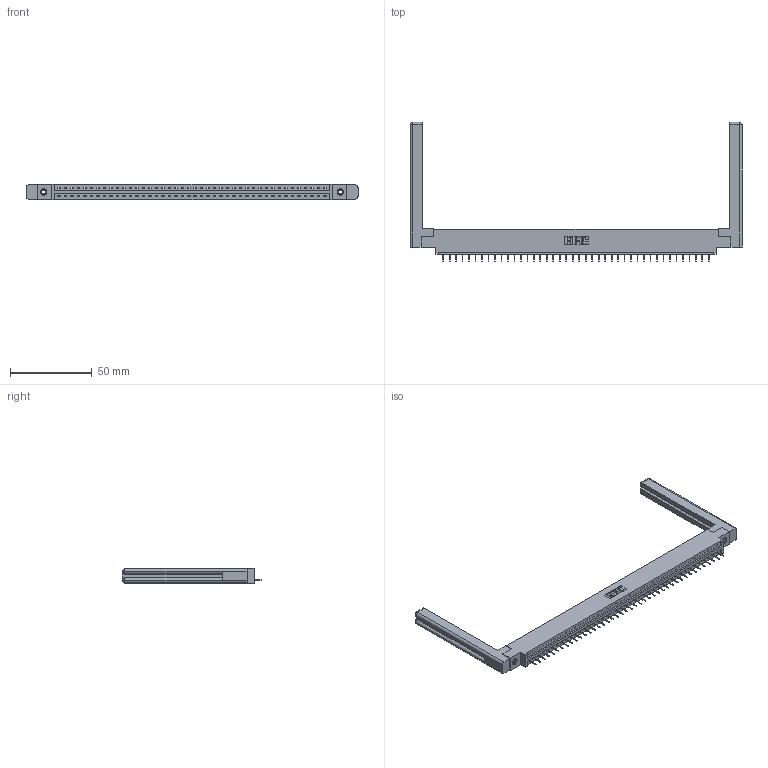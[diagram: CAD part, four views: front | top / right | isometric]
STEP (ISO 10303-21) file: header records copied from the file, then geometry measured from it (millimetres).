
FILE_DESCRIPTION (( 'STEP AP203' ), '1' );
FILE_NAME ('337-042-524-658.STEP', '2019-10-01T22:05:48', ( '' ), ( '' ), 'SwSTEP 2.0', 'SolidWorks 2016', '' );
FILE_SCHEMA (( 'CONFIG_CONTROL_DESIGN' ));
Length unit declared in the file: inch
Products named in the file (5): 337 Part_0.170 Offset - 0.156 Dia-TI; 337-042-524-658; 307-220-058; 345-250-001_345-250-001-102; 345-292-001_345-293-124
Assembly tree (47 placements, depth 2):
  337-042-524-658
    337 Part_0.170 Offset - 0.156 Dia-TI
    345-292-001_345-293-124  x42
    345-250-001_345-250-001-102  x2
    307-220-058  x2
Bounding box: 203.05 x 85.1 x 9.4 mm (x, y, z)
Volume: 27982.1 mm3; surface area: 26240.4 mm2
Topology: 47 solids, 47 shells, 3032 faces, 8741 edges, 5646 vertices
Faces by surface type: plane 2342, cylinder 666, cone 12, torus 12
Entity records: 34060 total; most frequent: CARTESIAN_POINT 5931, ORIENTED_EDGE 5848, DIRECTION 5012, EDGE_CURVE 2924, LINE 2752, VECTOR 2752, VERTEX_POINT 1938, AXIS2_PLACEMENT_3D 1130
